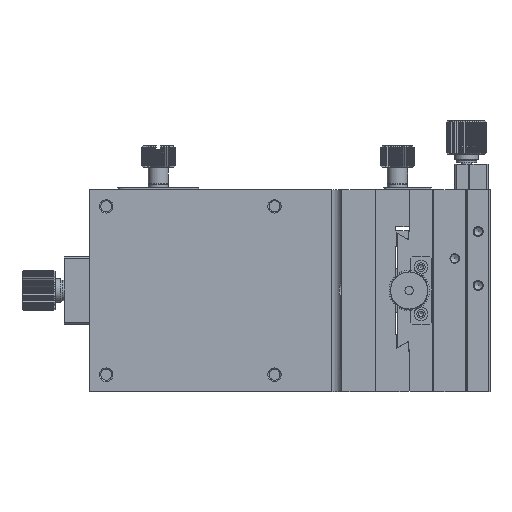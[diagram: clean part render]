
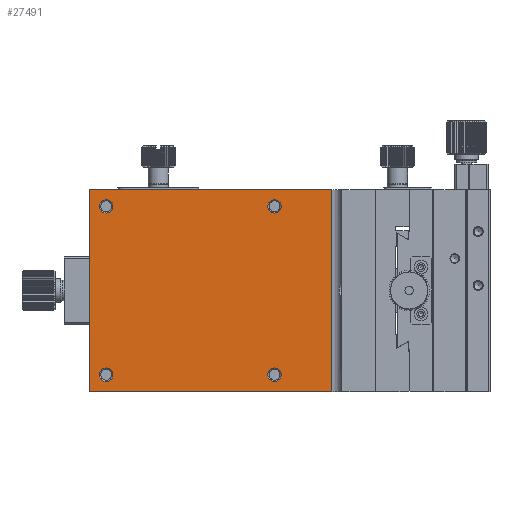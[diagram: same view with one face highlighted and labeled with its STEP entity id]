
A CAD part, left-side view. The second image highlights one B-rep face of the part: STEP entity #27491.
In plain terms, the highlighted planar face has unit normal (-1, 0, 0).
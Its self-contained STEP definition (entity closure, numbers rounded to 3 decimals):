
#1067 = AXIS2_PLACEMENT_3D ( 'NONE', #6873, #55262, #35588 ) ;
#1514 = CARTESIAN_POINT ( 'NONE',  ( 10., 85., 0. ) ) ;
#1635 = EDGE_CURVE ( 'NONE', #26716, #26716, #19702, .T. ) ;
#3634 = CARTESIAN_POINT ( 'NONE',  ( 10., 85., -60. ) ) ;
#4347 = DIRECTION ( 'NONE',  ( -1., 0., 0. ) ) ;
#5051 = VERTEX_POINT ( 'NONE', #58262 ) ;
#5753 = EDGE_CURVE ( 'NONE', #13415, #47124, #42471, .T. ) ;
#6431 = CARTESIAN_POINT ( 'NONE',  ( 10., 85., -60. ) ) ;
#6873 = CARTESIAN_POINT ( 'NONE',  ( 10., 80., -5. ) ) ;
#7038 = ORIENTED_EDGE ( 'NONE', *, *, #56309, .T. ) ;
#7780 = DIRECTION ( 'NONE',  ( 0., 0., -1. ) ) ;
#8875 = DIRECTION ( 'NONE',  ( 0., 0., 1. ) ) ;
#10177 = EDGE_CURVE ( 'NONE', #47124, #5051, #53585, .T. ) ;
#11527 = EDGE_CURVE ( 'NONE', #60074, #60074, #47841, .T. ) ;
#13415 = VERTEX_POINT ( 'NONE', #6431 ) ;
#19364 = CARTESIAN_POINT ( 'NONE',  ( 10., 85., -60. ) ) ;
#19657 = FACE_OUTER_BOUND ( 'NONE', #53343, .T. ) ;
#19702 = CIRCLE ( 'NONE', #56241, 2. ) ;
#20516 = DIRECTION ( 'NONE',  ( 0., 0., 1. ) ) ;
#21556 = CARTESIAN_POINT ( 'NONE',  ( 10., 80., -3. ) ) ;
#21655 = ORIENTED_EDGE ( 'NONE', *, *, #44294, .T. ) ;
#21783 = EDGE_CURVE ( 'NONE', #5051, #41986, #55599, .T. ) ;
#22344 = CIRCLE ( 'NONE', #26394, 2. ) ;
#23274 = VECTOR ( 'NONE', #7780, 1000. ) ;
#24107 = FACE_BOUND ( 'NONE', #59360, .T. ) ;
#24126 = VECTOR ( 'NONE', #32646, 1000. ) ;
#24575 = ORIENTED_EDGE ( 'NONE', *, *, #5753, .T. ) ;
#26382 = VECTOR ( 'NONE', #20516, 1000. ) ;
#26394 = AXIS2_PLACEMENT_3D ( 'NONE', #57123, #55857, #51109 ) ;
#26716 = VERTEX_POINT ( 'NONE', #36902 ) ;
#27491 = ADVANCED_FACE ( 'NONE', ( #19657, #52762, #58162, #29538, #24107 ), #33702, .T. ) ;
#27699 = DIRECTION ( 'NONE',  ( 1., 0., 0. ) ) ;
#29438 = CARTESIAN_POINT ( 'NONE',  ( 10., 13., -60. ) ) ;
#29538 = FACE_BOUND ( 'NONE', #61670, .T. ) ;
#30056 = CARTESIAN_POINT ( 'NONE',  ( 10., 13., -60. ) ) ;
#32646 = DIRECTION ( 'NONE',  ( 0., -1., 0. ) ) ;
#33268 = ORIENTED_EDGE ( 'NONE', *, *, #11527, .T. ) ;
#33383 = DIRECTION ( 'NONE',  ( 0., 0., 1. ) ) ;
#33702 = PLANE ( 'NONE',  #42976 ) ;
#35588 = DIRECTION ( 'NONE',  ( 0., 0., 1. ) ) ;
#36419 = VECTOR ( 'NONE', #40375, 1000. ) ;
#36902 = CARTESIAN_POINT ( 'NONE',  ( 10., 30., -53. ) ) ;
#39136 = AXIS2_PLACEMENT_3D ( 'NONE', #58200, #47741, #53410 ) ;
#40375 = DIRECTION ( 'NONE',  ( 0., 1., 0. ) ) ;
#41986 = VERTEX_POINT ( 'NONE', #46921 ) ;
#42471 = LINE ( 'NONE', #42795, #24126 ) ;
#42795 = CARTESIAN_POINT ( 'NONE',  ( 10., 85., -60. ) ) ;
#42976 = AXIS2_PLACEMENT_3D ( 'NONE', #19364, #4347, #33383 ) ;
#44212 = CIRCLE ( 'NONE', #39136, 2. ) ;
#44294 = EDGE_CURVE ( 'NONE', #41986, #13415, #51419, .T. ) ;
#45398 = EDGE_LOOP ( 'NONE', ( #7038 ) ) ;
#46921 = CARTESIAN_POINT ( 'NONE',  ( 10., 85., 0. ) ) ;
#47124 = VERTEX_POINT ( 'NONE', #29438 ) ;
#47741 = DIRECTION ( 'NONE',  ( 1., 0., 0. ) ) ;
#47841 = CIRCLE ( 'NONE', #1067, 2. ) ;
#48781 = ORIENTED_EDGE ( 'NONE', *, *, #1635, .T. ) ;
#50045 = VERTEX_POINT ( 'NONE', #53853 ) ;
#50626 = EDGE_CURVE ( 'NONE', #52588, #52588, #44212, .T. ) ;
#51109 = DIRECTION ( 'NONE',  ( 0., 0., 1. ) ) ;
#51419 = LINE ( 'NONE', #3634, #23274 ) ;
#52588 = VERTEX_POINT ( 'NONE', #57055 ) ;
#52762 = FACE_BOUND ( 'NONE', #45398, .T. ) ;
#53343 = EDGE_LOOP ( 'NONE', ( #24575, #55301, #57597, #21655 ) ) ;
#53410 = DIRECTION ( 'NONE',  ( 0., 0., 1. ) ) ;
#53585 = LINE ( 'NONE', #30056, #26382 ) ;
#53853 = CARTESIAN_POINT ( 'NONE',  ( 10., 30., -3. ) ) ;
#55262 = DIRECTION ( 'NONE',  ( 1., 0., 0. ) ) ;
#55301 = ORIENTED_EDGE ( 'NONE', *, *, #10177, .T. ) ;
#55599 = LINE ( 'NONE', #1514, #36419 ) ;
#55857 = DIRECTION ( 'NONE',  ( 1., 0., 0. ) ) ;
#56241 = AXIS2_PLACEMENT_3D ( 'NONE', #62074, #27699, #8875 ) ;
#56309 = EDGE_CURVE ( 'NONE', #50045, #50045, #22344, .T. ) ;
#57055 = CARTESIAN_POINT ( 'NONE',  ( 10., 80., -53. ) ) ;
#57123 = CARTESIAN_POINT ( 'NONE',  ( 10., 30., -5. ) ) ;
#57188 = EDGE_LOOP ( 'NONE', ( #33268 ) ) ;
#57597 = ORIENTED_EDGE ( 'NONE', *, *, #21783, .T. ) ;
#58162 = FACE_BOUND ( 'NONE', #57188, .T. ) ;
#58200 = CARTESIAN_POINT ( 'NONE',  ( 10., 80., -55. ) ) ;
#58262 = CARTESIAN_POINT ( 'NONE',  ( 10., 13., 0. ) ) ;
#58566 = ORIENTED_EDGE ( 'NONE', *, *, #50626, .T. ) ;
#59360 = EDGE_LOOP ( 'NONE', ( #48781 ) ) ;
#60074 = VERTEX_POINT ( 'NONE', #21556 ) ;
#61670 = EDGE_LOOP ( 'NONE', ( #58566 ) ) ;
#62074 = CARTESIAN_POINT ( 'NONE',  ( 10., 30., -55. ) ) ;
